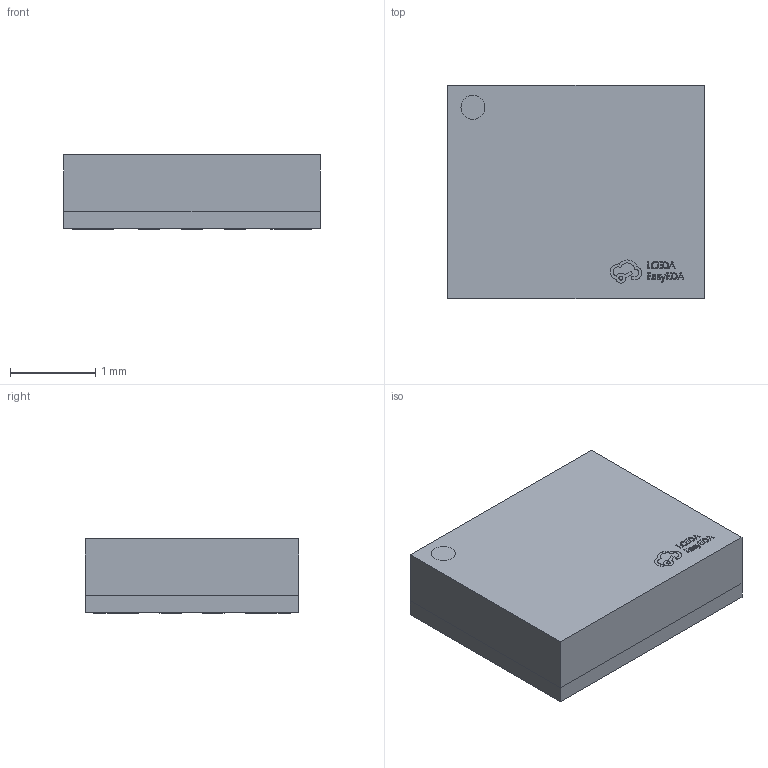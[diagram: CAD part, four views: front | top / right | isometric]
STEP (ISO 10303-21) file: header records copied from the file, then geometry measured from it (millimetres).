
FILE_DESCRIPTION (( 'STEP AP214' ), '1' );
FILE_NAME ('LGA-14_L3.0-W2.5-P0.50-BR.step', '2022-07-04T13:23:38', ( '' ), ( '' ), 'SwSTEP 2.0', 'SolidWorks 2020', '' );
FILE_SCHEMA (( 'AUTOMOTIVE_DESIGN' ));
Length unit declared in the file: millimetre
Products named in the file (1): LGA-14_L3.0-W2.5-P0.50-BR
Bounding box: 3 x 2.5 x 0.87 mm (x, y, z)
Volume: 6.5 mm3; surface area: 39.7 mm2
Topology: 2 solids, 2 shells, 369 faces, 972 edges, 648 vertices
Faces by surface type: plane 255, bspline 112, cylinder 2
Entity records: 16564 total; most frequent: CARTESIAN_POINT 4094, ORIENTED_EDGE 1944, DIRECTION 1264, EDGE_CURVE 972, LINE 740, VECTOR 740, VERTEX_POINT 648, EDGE_LOOP 410
